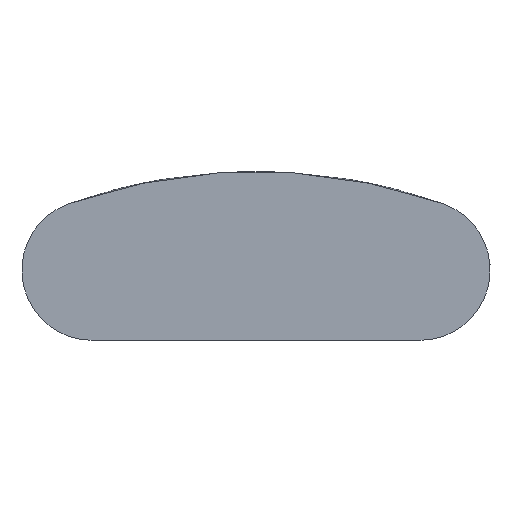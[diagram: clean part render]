
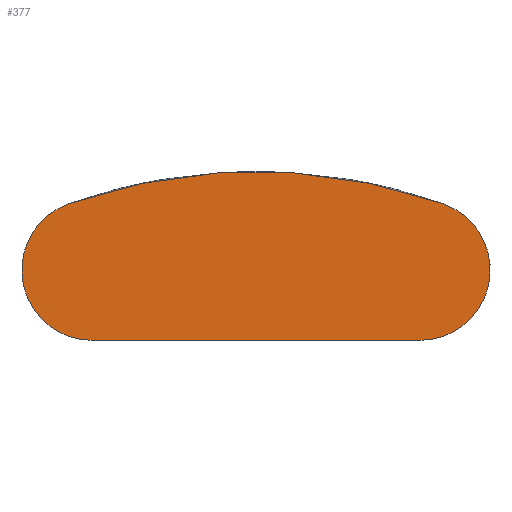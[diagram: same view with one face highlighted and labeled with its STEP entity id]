
A CAD part, left-side view. The second image highlights one B-rep face of the part: STEP entity #377.
In plain terms, the highlighted planar face has unit normal (-1, 0, 0).
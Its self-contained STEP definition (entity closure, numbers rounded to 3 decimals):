
#2=CARTESIAN_POINT('',(-55.,-35.,-15.));
#3=DIRECTION('',(1.,0.,0.));
#4=DIRECTION('',(0.,-0.333,0.943));
#5=AXIS2_PLACEMENT_3D('',#2,#3,#4);
#7=DIRECTION('',(0.,1.,0.));
#8=VECTOR('',#7,70.);
#9=CARTESIAN_POINT('',(-55.,-35.,-30.));
#10=LINE('',#9,#8);
#11=CARTESIAN_POINT('',(-55.,35.,-15.));
#12=DIRECTION('',(1.,0.,0.));
#13=DIRECTION('',(0.,0.,-1.));
#14=AXIS2_PLACEMENT_3D('',#11,#12,#13);
#16=CARTESIAN_POINT('',(-55.,0.,-113.995));
#17=DIRECTION('',(1.,0.,0.));
#18=DIRECTION('',(0.,0.333,0.943));
#19=AXIS2_PLACEMENT_3D('',#16,#17,#18);
#304=CARTESIAN_POINT('',(-55.,35.,-30.));
#305=CARTESIAN_POINT('',(-55.,40.,-0.858));
#306=VERTEX_POINT('',#304);
#307=VERTEX_POINT('',#305);
#308=CARTESIAN_POINT('',(-55.,-40.,-0.858));
#309=CARTESIAN_POINT('',(-55.,-35.,-30.));
#310=VERTEX_POINT('',#308);
#311=VERTEX_POINT('',#309);
#362=CARTESIAN_POINT('',(-55.,0.,0.));
#363=DIRECTION('',(1.,0.,0.));
#364=DIRECTION('',(0.,0.,-1.));
#365=AXIS2_PLACEMENT_3D('',#362,#363,#364);
#366=PLANE('',#365);
#368=ORIENTED_EDGE('',*,*,#367,.T.);
#370=ORIENTED_EDGE('',*,*,#369,.T.);
#372=ORIENTED_EDGE('',*,*,#371,.T.);
#374=ORIENTED_EDGE('',*,*,#373,.T.);
#375=EDGE_LOOP('',(#368,#370,#372,#374));
#376=FACE_OUTER_BOUND('',#375,.F.);
#377=ADVANCED_FACE('',(#376),#366,.F.);
#6=CIRCLE('',#5,15.);
#15=CIRCLE('',#14,15.);
#20=CIRCLE('',#19,120.);
#367=EDGE_CURVE('',#310,#311,#6,.T.);
#369=EDGE_CURVE('',#311,#306,#10,.T.);
#371=EDGE_CURVE('',#306,#307,#15,.T.);
#373=EDGE_CURVE('',#307,#310,#20,.T.);
